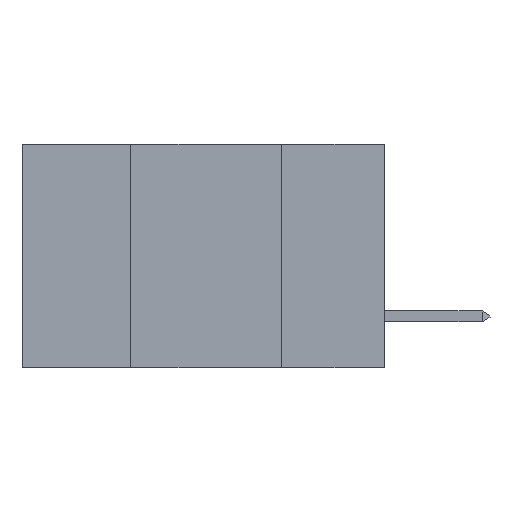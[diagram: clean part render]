
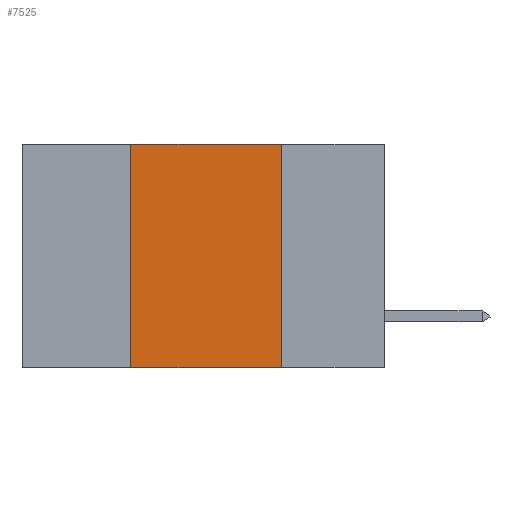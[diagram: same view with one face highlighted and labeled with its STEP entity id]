
A CAD part, left-side view. The second image highlights one B-rep face of the part: STEP entity #7525.
In plain terms, the highlighted planar face has unit normal (-1, 0, 0).
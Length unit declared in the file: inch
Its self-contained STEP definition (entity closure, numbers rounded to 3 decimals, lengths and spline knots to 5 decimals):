
#25 = AXIS2_PLACEMENT_3D ( 'NONE', #8399, #4236, #9988 ) ;
#48 = EDGE_CURVE ( 'NONE', #3076, #3251, #7491, .T. ) ;
#111 = CARTESIAN_POINT ( 'NONE',  ( 0., 0.6, -0.37 ) ) ;
#458 = CARTESIAN_POINT ( 'NONE',  ( 0., 0.42, 0. ) ) ;
#1277 = CARTESIAN_POINT ( 'NONE',  ( 0., 0.17, 0. ) ) ;
#1589 = CARTESIAN_POINT ( 'NONE',  ( 0., 0.6, 0. ) ) ;
#2369 = VECTOR ( 'NONE', #4981, 39.37008 ) ;
#2395 = VECTOR ( 'NONE', #7481, 39.37008 ) ;
#2617 = ORIENTED_EDGE ( 'NONE', *, *, #2660, .F. ) ;
#2660 = EDGE_CURVE ( 'NONE', #8495, #3251, #8762, .T. ) ;
#2705 = CARTESIAN_POINT ( 'NONE',  ( 0., 0.17, -0.37 ) ) ;
#2708 = ORIENTED_EDGE ( 'NONE', *, *, #8609, .F. ) ;
#3076 = VERTEX_POINT ( 'NONE', #4912 ) ;
#3100 = ORIENTED_EDGE ( 'NONE', *, *, #7578, .F. ) ;
#3251 = VERTEX_POINT ( 'NONE', #2705 ) ;
#3395 = PLANE ( 'NONE',  #25 ) ;
#3453 = DIRECTION ( 'NONE',  ( 0., -1., 0. ) ) ;
#3671 = ORIENTED_EDGE ( 'NONE', *, *, #48, .T. ) ;
#4207 = VECTOR ( 'NONE', #4270, 39.37008 ) ;
#4236 = DIRECTION ( 'NONE',  ( 1., 0., 0. ) ) ;
#4270 = DIRECTION ( 'NONE',  ( 0., 0., 1. ) ) ;
#4304 = CARTESIAN_POINT ( 'NONE',  ( 0., 0.42, 0. ) ) ;
#4416 = EDGE_LOOP ( 'NONE', ( #2617, #2708, #3100, #3671 ) ) ;
#4471 = FACE_OUTER_BOUND ( 'NONE', #4416, .T. ) ;
#4912 = CARTESIAN_POINT ( 'NONE',  ( 0., 0.42, -0.37 ) ) ;
#4981 = DIRECTION ( 'NONE',  ( 0., 0., -1. ) ) ;
#4990 = CARTESIAN_POINT ( 'NONE',  ( 0., 0.17, 0. ) ) ;
#7243 = VECTOR ( 'NONE', #3453, 39.37008 ) ;
#7481 = DIRECTION ( 'NONE',  ( 0., -1., 0. ) ) ;
#7491 = LINE ( 'NONE', #111, #7243 ) ;
#7525 = ADVANCED_FACE ( 'NONE', ( #4471 ), #3395, .F. ) ;
#7578 = EDGE_CURVE ( 'NONE', #3076, #7940, #8392, .T. ) ;
#7940 = VERTEX_POINT ( 'NONE', #458 ) ;
#8392 = LINE ( 'NONE', #4304, #4207 ) ;
#8399 = CARTESIAN_POINT ( 'NONE',  ( 0., 0.6, 0. ) ) ;
#8495 = VERTEX_POINT ( 'NONE', #1277 ) ;
#8609 = EDGE_CURVE ( 'NONE', #7940, #8495, #9018, .T. ) ;
#8762 = LINE ( 'NONE', #4990, #2369 ) ;
#9018 = LINE ( 'NONE', #1589, #2395 ) ;
#9988 = DIRECTION ( 'NONE',  ( 0., 0., -1. ) ) ;
